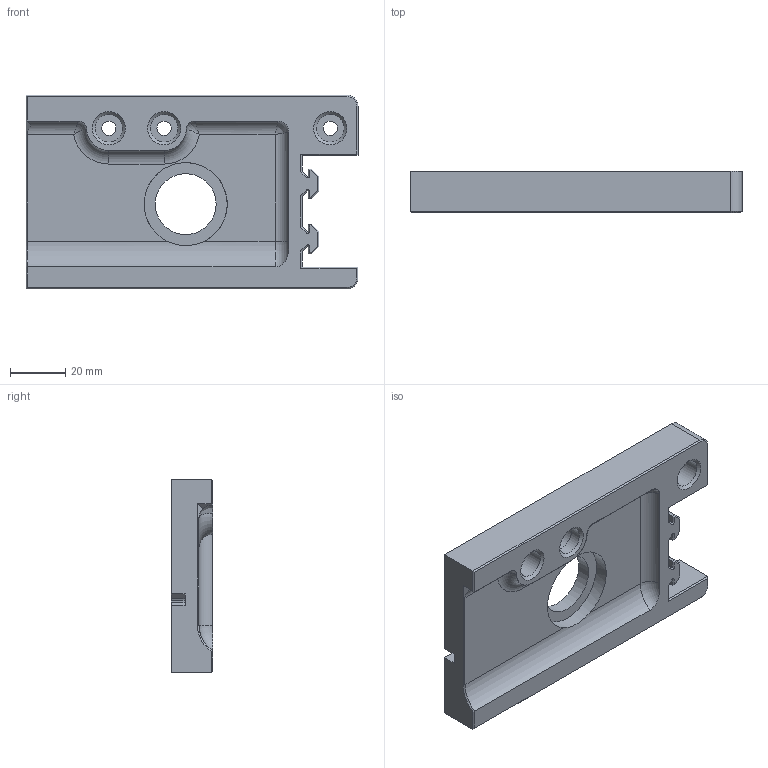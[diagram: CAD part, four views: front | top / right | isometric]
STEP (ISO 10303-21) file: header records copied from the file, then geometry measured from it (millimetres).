
FILE_DESCRIPTION(/* description */ (''),/* implementation_level */ '2;1');
FILE_NAME(/* name */ 'Component79.step',/* time_stamp */ '2024-02-12T09:58:18-05:00',/* author */ (''),/* organization */ (''),/* preprocessor_version */ 'ST-DEVELOPER v20',/* originating_system */ 'Autodesk Translation Framework v12.20.1.177',/* authorisation */ '');
FILE_SCHEMA (('AUTOMOTIVE_DESIGN { 1 0 10303 214 3 1 1 }'));
Length unit declared in the file: millimetre
Products named in the file (1): FusionComponent
Bounding box: 119.9 x 15 x 70 mm (x, y, z)
Volume: 85565.2 mm3; surface area: 23505 mm2
Topology: 1 solids, 1 shells, 118 faces, 289 edges, 173 vertices
Faces by surface type: plane 75, cylinder 27, cone 10, bspline 3, torus 3
Full cylindrical faces by diameter (mm): 5.2 x3, 10 x4, 22 x1, 30 x1
Entity records: 3660 total; most frequent: CARTESIAN_POINT 834, DIRECTION 577, ORIENTED_EDGE 572, EDGE_CURVE 286, LINE 213, VECTOR 213, AXIS2_PLACEMENT_3D 182, VERTEX_POINT 173
